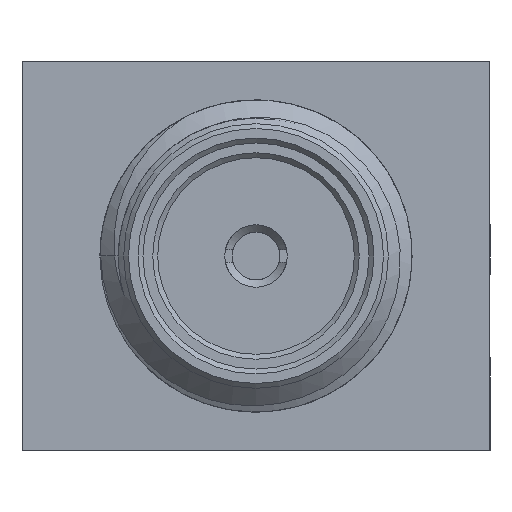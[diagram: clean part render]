
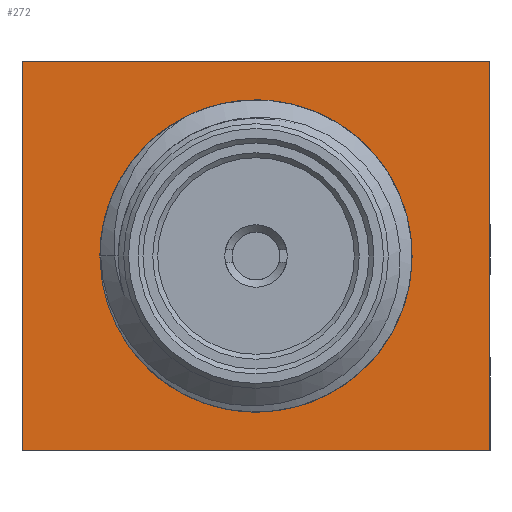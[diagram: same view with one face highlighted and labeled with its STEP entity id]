
A CAD part, left-side view. The second image highlights one B-rep face of the part: STEP entity #272.
In plain terms, the highlighted planar face has unit normal (-1, 0, 0).
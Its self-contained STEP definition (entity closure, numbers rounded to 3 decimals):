
#32 = VERTEX_POINT('',#33);
#33 = CARTESIAN_POINT('',(-5.91,4.76,-3.58));
#39 = EDGE_CURVE('',#40,#32,#42,.T.);
#40 = VERTEX_POINT('',#41);
#41 = CARTESIAN_POINT('',(-5.91,4.76,4.34));
#42 = LINE('',#43,#44);
#43 = CARTESIAN_POINT('',(-5.91,4.76,4.34));
#44 = VECTOR('',#45,1.);
#45 = DIRECTION('',(0.,0.,-1.));
#180 = EDGE_CURVE('',#32,#181,#183,.T.);
#181 = VERTEX_POINT('',#182);
#182 = CARTESIAN_POINT('',(-5.91,-4.76,-3.58));
#183 = LINE('',#184,#185);
#184 = CARTESIAN_POINT('',(-5.91,4.76,-3.58));
#185 = VECTOR('',#186,1.);
#186 = DIRECTION('',(0.,-1.,0.));
#272 = ADVANCED_FACE('',(#273,#291),#302,.T.);
#273 = FACE_BOUND('',#274,.T.);
#274 = EDGE_LOOP('',(#275,#283,#284,#285));
#275 = ORIENTED_EDGE('',*,*,#276,.T.);
#276 = EDGE_CURVE('',#277,#40,#279,.T.);
#277 = VERTEX_POINT('',#278);
#278 = CARTESIAN_POINT('',(-5.91,-4.76,4.34));
#279 = LINE('',#280,#281);
#280 = CARTESIAN_POINT('',(-5.91,-4.76,4.34));
#281 = VECTOR('',#282,1.);
#282 = DIRECTION('',(0.,1.,0.));
#283 = ORIENTED_EDGE('',*,*,#39,.T.);
#284 = ORIENTED_EDGE('',*,*,#180,.T.);
#285 = ORIENTED_EDGE('',*,*,#286,.T.);
#286 = EDGE_CURVE('',#181,#277,#287,.T.);
#287 = LINE('',#288,#289);
#288 = CARTESIAN_POINT('',(-5.91,-4.76,-3.58));
#289 = VECTOR('',#290,1.);
#290 = DIRECTION('',(0.,0.,1.));
#291 = FACE_BOUND('',#292,.T.);
#292 = EDGE_LOOP('',(#293));
#293 = ORIENTED_EDGE('',*,*,#294,.T.);
#294 = EDGE_CURVE('',#295,#295,#297,.T.);
#295 = VERTEX_POINT('',#296);
#296 = CARTESIAN_POINT('',(-5.91,2.692,0.38));
#297 = CIRCLE('',#298,2.692);
#298 = AXIS2_PLACEMENT_3D('',#299,#300,#301);
#299 = CARTESIAN_POINT('',(-5.91,0.,0.38));
#300 = DIRECTION('',(1.,0.,0.));
#301 = DIRECTION('',(0.,1.,0.));
#302 = PLANE('',#303);
#303 = AXIS2_PLACEMENT_3D('',#304,#305,#306);
#304 = CARTESIAN_POINT('',(-5.91,0.,0.38));
#305 = DIRECTION('',(-1.,0.,0.));
#306 = DIRECTION('',(0.,0.,1.));
